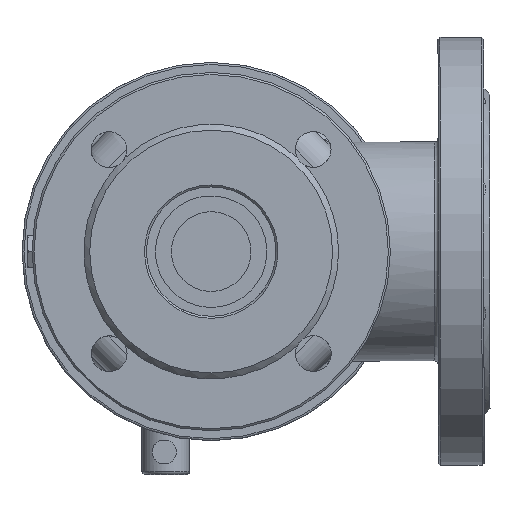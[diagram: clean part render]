
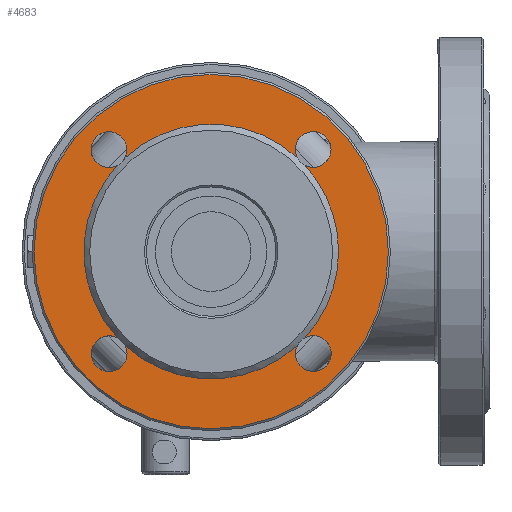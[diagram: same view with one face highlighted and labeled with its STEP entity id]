
A CAD part, front view. The second image highlights one B-rep face of the part: STEP entity #4683.
In plain terms, the highlighted planar face has unit normal (0, -1, 0).
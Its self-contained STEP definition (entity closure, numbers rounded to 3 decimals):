
#202=FACE_BOUND('',#1349,.T.);
#266=PLANE('',#5206);
#1058=FACE_OUTER_BOUND('',#1348,.T.);
#1348=EDGE_LOOP('',(#3352));
#1349=EDGE_LOOP('',(#3353,#3354,#3355,#3356,#3357,#3358,#3359,#3360,#3361,
#3362,#3363,#3364,#3365));
#1721=CIRCLE('',#5200,89.);
#1726=CIRCLE('',#5207,64.);
#1727=CIRCLE('',#5208,9.);
#1728=CIRCLE('',#5209,9.);
#1729=CIRCLE('',#5210,64.);
#1730=CIRCLE('',#5211,9.);
#1731=CIRCLE('',#5212,9.);
#1732=CIRCLE('',#5213,64.);
#1733=CIRCLE('',#5214,9.);
#1734=CIRCLE('',#5215,9.);
#1735=CIRCLE('',#5216,64.);
#1736=CIRCLE('',#5217,64.);
#1737=CIRCLE('',#5218,9.);
#1738=CIRCLE('',#5219,9.);
#2069=VERTEX_POINT('',#8101);
#2074=VERTEX_POINT('',#8115);
#2075=VERTEX_POINT('',#8116);
#2076=VERTEX_POINT('',#8118);
#2077=VERTEX_POINT('',#8120);
#2078=VERTEX_POINT('',#8122);
#2079=VERTEX_POINT('',#8124);
#2080=VERTEX_POINT('',#8126);
#2081=VERTEX_POINT('',#8128);
#2082=VERTEX_POINT('',#8130);
#2083=VERTEX_POINT('',#8132);
#2084=VERTEX_POINT('',#8134);
#2085=VERTEX_POINT('',#8136);
#2086=VERTEX_POINT('',#8138);
#2551=EDGE_CURVE('',#2069,#2069,#1721,.T.);
#2558=EDGE_CURVE('',#2074,#2075,#1726,.T.);
#2559=EDGE_CURVE('',#2074,#2076,#1727,.T.);
#2560=EDGE_CURVE('',#2076,#2077,#1728,.T.);
#2561=EDGE_CURVE('',#2078,#2077,#1729,.T.);
#2562=EDGE_CURVE('',#2078,#2079,#1730,.T.);
#2563=EDGE_CURVE('',#2079,#2080,#1731,.T.);
#2564=EDGE_CURVE('',#2081,#2080,#1732,.T.);
#2565=EDGE_CURVE('',#2081,#2082,#1733,.T.);
#2566=EDGE_CURVE('',#2082,#2083,#1734,.T.);
#2567=EDGE_CURVE('',#2084,#2083,#1735,.T.);
#2568=EDGE_CURVE('',#2085,#2084,#1736,.T.);
#2569=EDGE_CURVE('',#2085,#2086,#1737,.T.);
#2570=EDGE_CURVE('',#2086,#2075,#1738,.T.);
#3352=ORIENTED_EDGE('',*,*,#2551,.F.);
#3353=ORIENTED_EDGE('',*,*,#2558,.F.);
#3354=ORIENTED_EDGE('',*,*,#2559,.T.);
#3355=ORIENTED_EDGE('',*,*,#2560,.T.);
#3356=ORIENTED_EDGE('',*,*,#2561,.F.);
#3357=ORIENTED_EDGE('',*,*,#2562,.T.);
#3358=ORIENTED_EDGE('',*,*,#2563,.T.);
#3359=ORIENTED_EDGE('',*,*,#2564,.F.);
#3360=ORIENTED_EDGE('',*,*,#2565,.T.);
#3361=ORIENTED_EDGE('',*,*,#2566,.T.);
#3362=ORIENTED_EDGE('',*,*,#2567,.F.);
#3363=ORIENTED_EDGE('',*,*,#2568,.F.);
#3364=ORIENTED_EDGE('',*,*,#2569,.T.);
#3365=ORIENTED_EDGE('',*,*,#2570,.T.);
#4683=ADVANCED_FACE('',(#1058,#202),#266,.T.);
#5200=AXIS2_PLACEMENT_3D('',#8102,#5943,#5944);
#5206=AXIS2_PLACEMENT_3D('',#8114,#5957,#5958);
#5207=AXIS2_PLACEMENT_3D('',#8117,#5959,#5960);
#5208=AXIS2_PLACEMENT_3D('',#8119,#5961,#5962);
#5209=AXIS2_PLACEMENT_3D('',#8121,#5963,#5964);
#5210=AXIS2_PLACEMENT_3D('',#8123,#5965,#5966);
#5211=AXIS2_PLACEMENT_3D('',#8125,#5967,#5968);
#5212=AXIS2_PLACEMENT_3D('',#8127,#5969,#5970);
#5213=AXIS2_PLACEMENT_3D('',#8129,#5971,#5972);
#5214=AXIS2_PLACEMENT_3D('',#8131,#5973,#5974);
#5215=AXIS2_PLACEMENT_3D('',#8133,#5975,#5976);
#5216=AXIS2_PLACEMENT_3D('',#8135,#5977,#5978);
#5217=AXIS2_PLACEMENT_3D('',#8137,#5979,#5980);
#5218=AXIS2_PLACEMENT_3D('',#8139,#5981,#5982);
#5219=AXIS2_PLACEMENT_3D('',#8140,#5983,#5984);
#5943=DIRECTION('center_axis',(0.,1.,0.));
#5944=DIRECTION('ref_axis',(-1.,0.,0.));
#5957=DIRECTION('center_axis',(0.,-1.,0.));
#5958=DIRECTION('ref_axis',(0.,0.,-1.));
#5959=DIRECTION('center_axis',(0.,-1.,0.));
#5960=DIRECTION('ref_axis',(-1.,0.,0.));
#5961=DIRECTION('center_axis',(0.,1.,0.));
#5962=DIRECTION('ref_axis',(-1.,0.,0.));
#5963=DIRECTION('center_axis',(0.,1.,0.));
#5964=DIRECTION('ref_axis',(-1.,0.,0.));
#5965=DIRECTION('center_axis',(0.,-1.,0.));
#5966=DIRECTION('ref_axis',(-1.,0.,0.));
#5967=DIRECTION('center_axis',(0.,1.,0.));
#5968=DIRECTION('ref_axis',(-1.,0.,0.));
#5969=DIRECTION('center_axis',(0.,1.,0.));
#5970=DIRECTION('ref_axis',(-1.,0.,0.));
#5971=DIRECTION('center_axis',(0.,-1.,0.));
#5972=DIRECTION('ref_axis',(-1.,0.,0.));
#5973=DIRECTION('center_axis',(0.,1.,0.));
#5974=DIRECTION('ref_axis',(-1.,0.,0.));
#5975=DIRECTION('center_axis',(0.,1.,0.));
#5976=DIRECTION('ref_axis',(-1.,0.,0.));
#5977=DIRECTION('center_axis',(0.,-1.,0.));
#5978=DIRECTION('ref_axis',(-1.,0.,0.));
#5979=DIRECTION('center_axis',(0.,-1.,0.));
#5980=DIRECTION('ref_axis',(-1.,0.,0.));
#5981=DIRECTION('center_axis',(0.,1.,0.));
#5982=DIRECTION('ref_axis',(-1.,0.,0.));
#5983=DIRECTION('center_axis',(0.,1.,0.));
#5984=DIRECTION('ref_axis',(-1.,0.,0.));
#8101=CARTESIAN_POINT('',(41.,-72.,0.));
#8102=CARTESIAN_POINT('Origin',(-48.,-72.,0.));
#8114=CARTESIAN_POINT('Origin',(-48.,-72.,0.));
#8115=CARTESIAN_POINT('',(-91.247,-72.,-47.177));
#8116=CARTESIAN_POINT('',(-4.753,-72.,-47.177));
#8117=CARTESIAN_POINT('Origin',(-48.,-72.,0.));
#8118=CARTESIAN_POINT('',(-90.265,-72.,-51.265));
#8119=CARTESIAN_POINT('Origin',(-99.265,-72.,-51.265));
#8120=CARTESIAN_POINT('',(-95.177,-72.,-43.247));
#8121=CARTESIAN_POINT('Origin',(-99.265,-72.,-51.265));
#8122=CARTESIAN_POINT('',(-95.177,-72.,43.247));
#8123=CARTESIAN_POINT('Origin',(-48.,-72.,0.));
#8124=CARTESIAN_POINT('',(-90.265,-72.,51.265));
#8125=CARTESIAN_POINT('Origin',(-99.265,-72.,51.265));
#8126=CARTESIAN_POINT('',(-91.247,-72.,47.177));
#8127=CARTESIAN_POINT('Origin',(-99.265,-72.,51.265));
#8128=CARTESIAN_POINT('',(-4.753,-72.,47.177));
#8129=CARTESIAN_POINT('Origin',(-48.,-72.,0.));
#8130=CARTESIAN_POINT('',(12.265,-72.,51.265));
#8131=CARTESIAN_POINT('Origin',(3.265,-72.,51.265));
#8132=CARTESIAN_POINT('',(-0.823,-72.,43.247));
#8133=CARTESIAN_POINT('Origin',(3.265,-72.,51.265));
#8134=CARTESIAN_POINT('',(16.,-72.,0.));
#8135=CARTESIAN_POINT('Origin',(-48.,-72.,0.));
#8136=CARTESIAN_POINT('',(-0.823,-72.,-43.247));
#8137=CARTESIAN_POINT('Origin',(-48.,-72.,0.));
#8138=CARTESIAN_POINT('',(12.265,-72.,-51.265));
#8139=CARTESIAN_POINT('Origin',(3.265,-72.,-51.265));
#8140=CARTESIAN_POINT('Origin',(3.265,-72.,-51.265));
